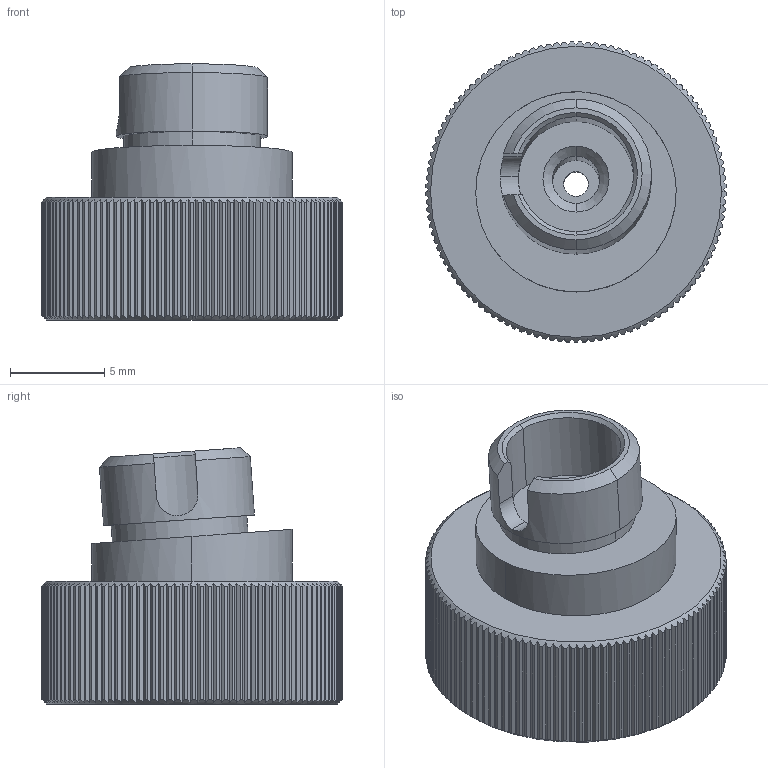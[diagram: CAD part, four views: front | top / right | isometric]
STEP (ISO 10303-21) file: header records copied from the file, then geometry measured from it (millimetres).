
FILE_DESCRIPTION (( 'STEP AP203' ), '1' );
FILE_NAME ('528309.STEP', '2023-08-01T03:11:29', ( 'Windows User' ), ( 'P R C' ), 'SwSTEP 2.0', 'SolidWorks 2020', '' );
FILE_SCHEMA (( 'CONFIG_CONTROL_DESIGN' ));
Length unit declared in the file: millimetre
Products named in the file (1): 528309
Bounding box: 15.9 x 15.9 x 13.57 mm (x, y, z)
Volume: 976.6 mm3; surface area: 1300.2 mm2
Topology: 1 solids, 1 shells, 394 faces, 1149 edges, 763 vertices
Faces by surface type: plane 245, cylinder 135, cone 12, bspline 2
Entity records: 13892 total; most frequent: CARTESIAN_POINT 4076, ORIENTED_EDGE 2298, DIRECTION 1728, EDGE_CURVE 1149, VERTEX_POINT 763, AXIS2_PLACEMENT_3D 670, B_SPLINE_CURVE_WITH_KNOTS 482, EDGE_LOOP 402
